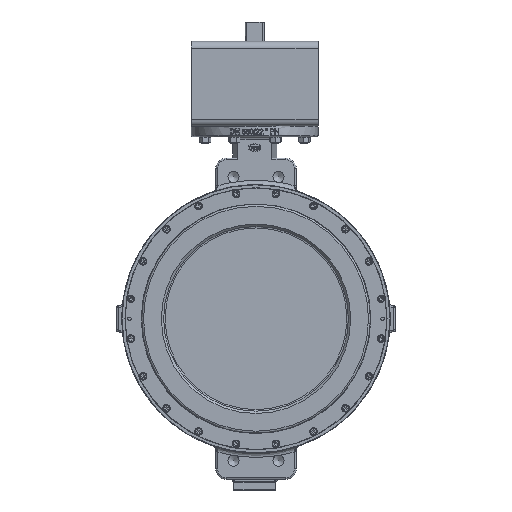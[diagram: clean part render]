
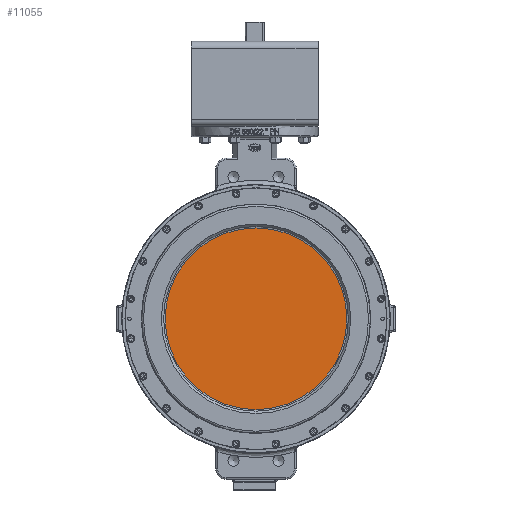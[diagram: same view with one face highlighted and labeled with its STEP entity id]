
A CAD part, front view. The second image highlights one B-rep face of the part: STEP entity #11055.
In plain terms, the highlighted planar face has unit normal (0, -1, 0).
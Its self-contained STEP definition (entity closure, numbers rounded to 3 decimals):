
#11039=CARTESIAN_POINT('',(-108.5,-57.,0.));
#11040=DIRECTION('',(0.0,1.0,0.0));
#11041=DIRECTION('',(0.,0.0,-1.0));
#11042=AXIS2_PLACEMENT_3D('',#11039,#11040,#11041);
#11043=PLANE('',#11042);
#11044=CARTESIAN_POINT('',(-214.929,-57.,0.));
#11045=VERTEX_POINT('',#11044);
#11046=CARTESIAN_POINT('',(0.,-57.,0.));
#11047=DIRECTION('',(0.,1.0,0.));
#11048=DIRECTION('',(1.0,0.,0.));
#11049=AXIS2_PLACEMENT_3D('',#11046,#11047,#11048);
#11050=CIRCLE('',#11049,214.929);
#11051=EDGE_CURVE('',#11045,#11045,#11050,.T.);
#11052=ORIENTED_EDGE('',*,*,#11051,.F.);
#11053=EDGE_LOOP('',(#11052));
#11054=FACE_OUTER_BOUND('',#11053,.T.);
#11055=ADVANCED_FACE('',(#11054),#11043,.F.);
